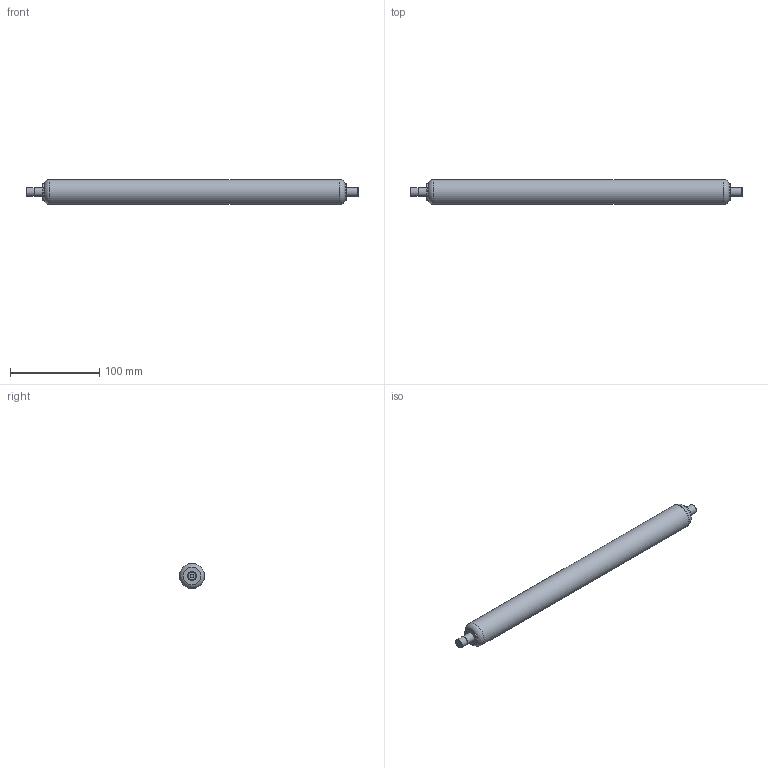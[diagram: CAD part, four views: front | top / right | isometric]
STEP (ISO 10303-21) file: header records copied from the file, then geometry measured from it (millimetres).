
FILE_DESCRIPTION(/* description */ (''),/* implementation_level */ '2;1');
FILE_NAME(/* name */ 'D0M0ZF3-250-350--001-100N.stp',/* time_stamp */ '2015-07-17T09:24:01+02:00',/* author */ ('CADNEU'),/* organization */ (''),/* preprocessor_version */ 'ST-DEVELOPER v15.2',/* originating_system */ 'Autodesk Inventor 2014',/* authorisation */ '');
FILE_SCHEMA (('AUTOMOTIVE_DESIGN { 1 0 10303 214 3 1 1 }'));
Length unit declared in the file: millimetre
Products named in the file (6): Zylinder_28; Kolbenstange_10; Gewindeanschluß_D0-mit Bohrung D4.2; Gewindeanschluß_M0_28; Stopfen-KST; D0M0ZF3-250-350--001-100N
Bounding box: 372 x 28 x 28 mm (x, y, z)
Volume: 229285.5 mm3; surface area: 41327.9 mm2
Topology: 5 solids, 5 shells, 28 faces, 42 edges, 25 vertices
Faces by surface type: plane 11, cylinder 9, cone 6, torus 2
Full cylindrical faces by diameter (mm): 4.2 x2, 10 x3, 19.8 x1, 19.9 x1, 28 x2
Entity records: 691 total; most frequent: DIRECTION 126, CARTESIAN_POINT 87, AXIS2_PLACEMENT_3D 63, EDGE_LOOP 48, ORIENTED_EDGE 48, ADVANCED_FACE 28, FACE_OUTER_BOUND 25, CIRCLE 24
